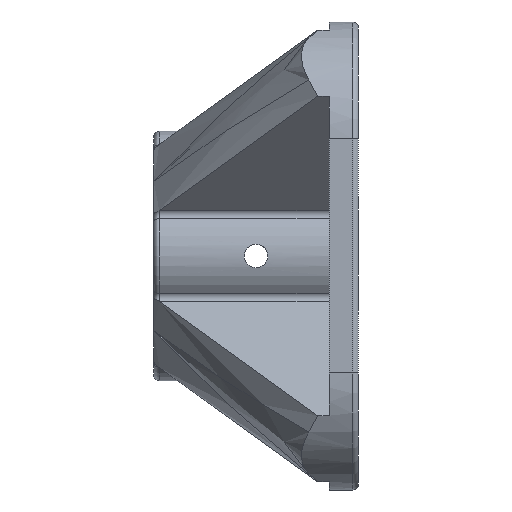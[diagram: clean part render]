
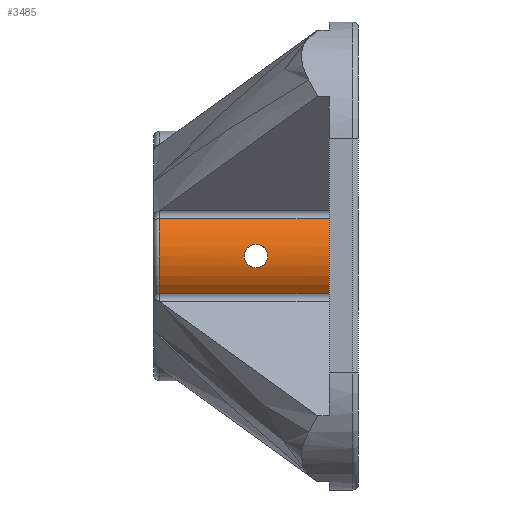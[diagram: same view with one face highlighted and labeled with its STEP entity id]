
A CAD part, left-side view. The second image highlights one B-rep face of the part: STEP entity #3485.
In plain terms, the highlighted cylindrical face has radius 10 mm (diameter 20 mm), a partial arc.
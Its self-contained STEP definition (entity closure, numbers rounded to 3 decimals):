
#1 = CARTESIAN_POINT ( 'NONE',  ( -21.303, 13.052, 0.525 ) ) ;
#66 = FACE_OUTER_BOUND ( 'NONE', #3670, .T. ) ;
#159 = CARTESIAN_POINT ( 'NONE',  ( -21.151, 15.888, -1.797 ) ) ;
#216 = VERTEX_POINT ( 'NONE', #2025 ) ;
#256 = CARTESIAN_POINT ( 'NONE',  ( -21.162, 13.997, 1.735 ) ) ;
#275 = B_SPLINE_CURVE_WITH_KNOTS ( 'NONE', 3,
 ( #593, #957, #3696, #2754, #256, #1494, #938, #1212, #639, #1855, #3078, #1, #1815, #2685, #3351, #1795, #3032, #345, #895, #3654, #302, #2171, #3397, #918, #614, #660, #1166, #2771 ),
 .UNSPECIFIED., .F., .F.,
 ( 4, 2, 2, 2, 2, 2, 2, 2, 2, 2, 2, 2, 2, 4 ),
 ( 0.006, 0.007, 0.007, 0.008, 0.008, 0.009, 0.009, 0.01, 0.01, 0.011, 0.011, 0.012, 0.012, 0.013 ),
 .UNSPECIFIED. ) ;
#302 = CARTESIAN_POINT ( 'NONE',  ( -21.226, 13.493, -1.321 ) ) ;
#345 = CARTESIAN_POINT ( 'NONE',  ( -21.275, 13.202, -0.887 ) ) ;
#348 = CIRCLE ( 'NONE', #2821, 10. ) ;
#378 = ORIENTED_EDGE ( 'NONE', *, *, #3084, .T. ) ;
#387 = DIRECTION ( 'NONE',  ( 0., 1., 0. ) ) ;
#412 = DIRECTION ( 'NONE',  ( 0., 0., -1. ) ) ;
#463 = CARTESIAN_POINT ( 'NONE',  ( -18.998, 31.5, -6.399 ) ) ;
#481 = CARTESIAN_POINT ( 'NONE',  ( -21.125, 15.519, -1.936 ) ) ;
#496 = CARTESIAN_POINT ( 'NONE',  ( -21.112, 15., 2. ) ) ;
#515 = CARTESIAN_POINT ( 'NONE',  ( -21.2, 16.323, -1.506 ) ) ;
#589 = ORIENTED_EDGE ( 'NONE', *, *, #1641, .T. ) ;
#593 = CARTESIAN_POINT ( 'NONE',  ( -21.112, 15., 2. ) ) ;
#614 = CARTESIAN_POINT ( 'NONE',  ( -21.125, 14.479, -1.935 ) ) ;
#639 = CARTESIAN_POINT ( 'NONE',  ( -21.24, 13.41, 1.22 ) ) ;
#660 = CARTESIAN_POINT ( 'NONE',  ( -21.114, 14.737, -1.987 ) ) ;
#723 = CYLINDRICAL_SURFACE ( 'NONE', #1715, 10. ) ;
#739 = CARTESIAN_POINT ( 'NONE',  ( -21.112, 15., -2. ) ) ;
#792 = CARTESIAN_POINT ( 'NONE',  ( -21.112, 15.133, -2. ) ) ;
#809 = DIRECTION ( 'NONE',  ( 0., -1., 0. ) ) ;
#895 = CARTESIAN_POINT ( 'NONE',  ( -21.264, 13.264, -1.001 ) ) ;
#899 = CARTESIAN_POINT ( 'NONE',  ( -11.314, 2.5, 0. ) ) ;
#918 = CARTESIAN_POINT ( 'NONE',  ( -21.132, 14.352, -1.897 ) ) ;
#938 = CARTESIAN_POINT ( 'NONE',  ( -21.2, 13.679, 1.507 ) ) ;
#957 = CARTESIAN_POINT ( 'NONE',  ( -21.112, 14.739, 2. ) ) ;
#982 = CARTESIAN_POINT ( 'NONE',  ( -11.314, 32.5, 0. ) ) ;
#996 = ORIENTED_EDGE ( 'NONE', *, *, #2824, .T. ) ;
#1000 = DIRECTION ( 'NONE',  ( 0., -1., 0. ) ) ;
#1016 = CIRCLE ( 'NONE', #3565, 10. ) ;
#1038 = CARTESIAN_POINT ( 'NONE',  ( -21.151, 15.887, 1.797 ) ) ;
#1090 = CARTESIAN_POINT ( 'NONE',  ( -21.162, 16.003, -1.735 ) ) ;
#1105 = CARTESIAN_POINT ( 'NONE',  ( -21.24, 16.6, 1.228 ) ) ;
#1166 = CARTESIAN_POINT ( 'NONE',  ( -21.112, 14.868, -2. ) ) ;
#1212 = CARTESIAN_POINT ( 'NONE',  ( -21.226, 13.494, 1.323 ) ) ;
#1393 = CARTESIAN_POINT ( 'NONE',  ( -21.311, 16.987, 0.263 ) ) ;
#1411 = CARTESIAN_POINT ( 'NONE',  ( -21.314, 17., -0.262 ) ) ;
#1429 = CARTESIAN_POINT ( 'NONE',  ( -21.266, 16.747, 1.008 ) ) ;
#1494 = CARTESIAN_POINT ( 'NONE',  ( -21.187, 13.779, 1.59 ) ) ;
#1556 = CARTESIAN_POINT ( 'NONE',  ( -18.998, 2.5, -6.399 ) ) ;
#1561 = VERTEX_POINT ( 'NONE', #463 ) ;
#1641 = EDGE_CURVE ( 'NONE', #1690, #1823, #348, .T. ) ;
#1690 = VERTEX_POINT ( 'NONE', #1556 ) ;
#1697 = CARTESIAN_POINT ( 'NONE',  ( -21.314, 17., 0.13 ) ) ;
#1715 = AXIS2_PLACEMENT_3D ( 'NONE', #982, #1000, #412 ) ;
#1733 = CARTESIAN_POINT ( 'NONE',  ( -21.24, 16.598, -1.23 ) ) ;
#1795 = CARTESIAN_POINT ( 'NONE',  ( -21.301, 13.064, -0.517 ) ) ;
#1811 = DIRECTION ( 'NONE',  ( 0., -1., 0. ) ) ;
#1815 = CARTESIAN_POINT ( 'NONE',  ( -21.314, 13., 0.265 ) ) ;
#1823 = VERTEX_POINT ( 'NONE', #3820 ) ;
#1828 = ORIENTED_EDGE ( 'NONE', *, *, #1905, .T. ) ;
#1841 = CARTESIAN_POINT ( 'NONE',  ( -21.112, 15., 2. ) ) ;
#1855 = CARTESIAN_POINT ( 'NONE',  ( -21.264, 13.265, 1.004 ) ) ;
#1905 = EDGE_CURVE ( 'NONE', #1823, #2113, #2612, .T. ) ;
#1957 = CARTESIAN_POINT ( 'NONE',  ( -21.132, 15.646, -1.897 ) ) ;
#1962 = CARTESIAN_POINT ( 'NONE',  ( -18.998, 32.5, 6.399 ) ) ;
#1975 = CARTESIAN_POINT ( 'NONE',  ( -21.114, 15.263, -1.987 ) ) ;
#2025 = CARTESIAN_POINT ( 'NONE',  ( -21.112, 15., -2. ) ) ;
#2030 = CARTESIAN_POINT ( 'NONE',  ( -21.187, 16.22, -1.59 ) ) ;
#2102 = VERTEX_POINT ( 'NONE', #1841 ) ;
#2113 = VERTEX_POINT ( 'NONE', #2737 ) ;
#2155 = DIRECTION ( 'NONE',  ( 0., 0., 1. ) ) ;
#2171 = CARTESIAN_POINT ( 'NONE',  ( -21.187, 13.769, -1.597 ) ) ;
#2254 = CARTESIAN_POINT ( 'NONE',  ( -21.114, 15.263, 1.987 ) ) ;
#2306 = CARTESIAN_POINT ( 'NONE',  ( -11.314, 31.5, 0. ) ) ;
#2322 = CARTESIAN_POINT ( 'NONE',  ( -21.162, 16.004, 1.735 ) ) ;
#2466 = ORIENTED_EDGE ( 'NONE', *, *, #2920, .T. ) ;
#2549 = FACE_BOUND ( 'NONE', #3651, .T. ) ;
#2574 = DIRECTION ( 'NONE',  ( 0., 1., 0. ) ) ;
#2586 = CARTESIAN_POINT ( 'NONE',  ( -21.301, 16.936, 0.52 ) ) ;
#2604 = CARTESIAN_POINT ( 'NONE',  ( -21.187, 16.22, 1.59 ) ) ;
#2612 = LINE ( 'NONE', #1962, #2909 ) ;
#2685 = CARTESIAN_POINT ( 'NONE',  ( -21.314, 13., -0.131 ) ) ;
#2737 = CARTESIAN_POINT ( 'NONE',  ( -18.998, 31.5, 6.399 ) ) ;
#2738 = B_SPLINE_CURVE_WITH_KNOTS ( 'NONE', 3,
 ( #739, #792, #1975, #481, #1957, #159, #1090, #2030, #515, #1733, #3797, #2944, #1411, #1697, #1393, #2586, #2904, #1429, #1105, #2868, #2604, #2322, #1038, #3830, #3193, #2254, #3225, #496 ),
 .UNSPECIFIED., .F., .F.,
 ( 4, 2, 2, 2, 2, 2, 2, 2, 2, 2, 2, 2, 2, 4 ),
 ( 0., 0., 0.001, 0.001, 0.002, 0.002, 0.003, 0.004, 0.004, 0.005, 0.005, 0.005, 0.006, 0.006 ),
 .UNSPECIFIED. ) ;
#2747 = ORIENTED_EDGE ( 'NONE', *, *, #3688, .T. ) ;
#2754 = CARTESIAN_POINT ( 'NONE',  ( -21.151, 14.114, 1.798 ) ) ;
#2771 = CARTESIAN_POINT ( 'NONE',  ( -21.112, 15., -2. ) ) ;
#2821 = AXIS2_PLACEMENT_3D ( 'NONE', #899, #387, #2155 ) ;
#2824 = EDGE_CURVE ( 'NONE', #2113, #1561, #1016, .T. ) ;
#2868 = CARTESIAN_POINT ( 'NONE',  ( -21.2, 16.321, 1.507 ) ) ;
#2904 = CARTESIAN_POINT ( 'NONE',  ( -21.294, 16.898, 0.645 ) ) ;
#2909 = VECTOR ( 'NONE', #2574, 1000. ) ;
#2920 = EDGE_CURVE ( 'NONE', #2102, #216, #275, .T. ) ;
#2944 = CARTESIAN_POINT ( 'NONE',  ( -21.303, 16.947, -0.526 ) ) ;
#3027 = LINE ( 'NONE', #3047, #3502 ) ;
#3032 = CARTESIAN_POINT ( 'NONE',  ( -21.294, 13.102, -0.645 ) ) ;
#3047 = CARTESIAN_POINT ( 'NONE',  ( -18.998, 32.5, -6.399 ) ) ;
#3078 = CARTESIAN_POINT ( 'NONE',  ( -21.275, 13.204, 0.889 ) ) ;
#3084 = EDGE_CURVE ( 'NONE', #1561, #1690, #3027, .T. ) ;
#3193 = CARTESIAN_POINT ( 'NONE',  ( -21.125, 15.521, 1.936 ) ) ;
#3225 = CARTESIAN_POINT ( 'NONE',  ( -21.112, 15.131, 2. ) ) ;
#3351 = CARTESIAN_POINT ( 'NONE',  ( -21.311, 13.013, -0.261 ) ) ;
#3397 = CARTESIAN_POINT ( 'NONE',  ( -21.161, 13.991, -1.746 ) ) ;
#3485 = ADVANCED_FACE ( 'NONE', ( #2549, #66 ), #723, .T. ) ;
#3502 = VECTOR ( 'NONE', #1811, 1000. ) ;
#3514 = DIRECTION ( 'NONE',  ( 0., 0., 1. ) ) ;
#3565 = AXIS2_PLACEMENT_3D ( 'NONE', #2306, #809, #3514 ) ;
#3651 = EDGE_LOOP ( 'NONE', ( #2747, #2466 ) ) ;
#3654 = CARTESIAN_POINT ( 'NONE',  ( -21.24, 13.409, -1.219 ) ) ;
#3670 = EDGE_LOOP ( 'NONE', ( #1828, #996, #378, #589 ) ) ;
#3688 = EDGE_CURVE ( 'NONE', #216, #2102, #2738, .T. ) ;
#3696 = CARTESIAN_POINT ( 'NONE',  ( -21.123, 14.475, 1.947 ) ) ;
#3797 = CARTESIAN_POINT ( 'NONE',  ( -21.266, 16.747, -1.007 ) ) ;
#3820 = CARTESIAN_POINT ( 'NONE',  ( -18.998, 2.5, 6.399 ) ) ;
#3830 = CARTESIAN_POINT ( 'NONE',  ( -21.132, 15.645, 1.898 ) ) ;
